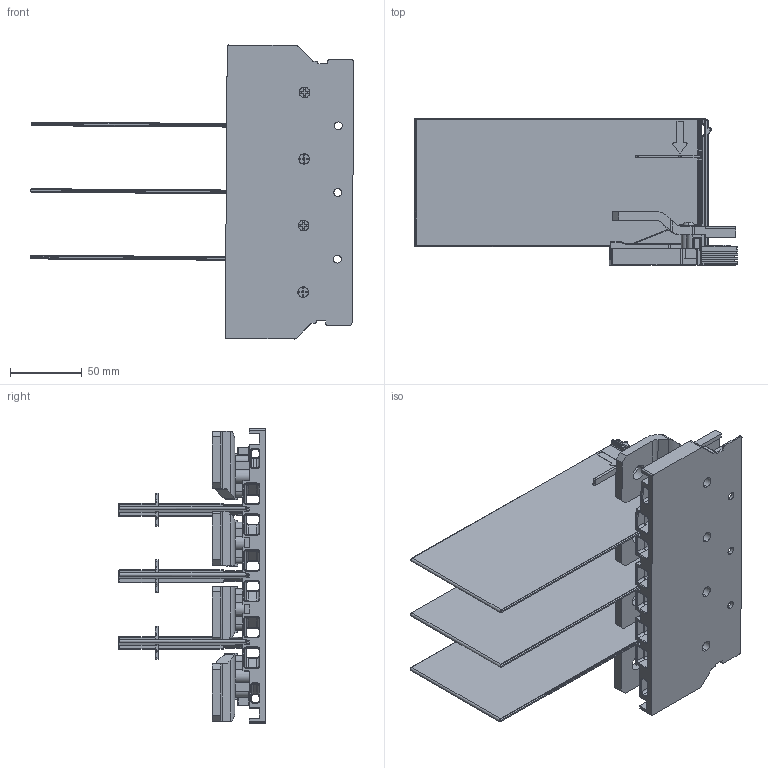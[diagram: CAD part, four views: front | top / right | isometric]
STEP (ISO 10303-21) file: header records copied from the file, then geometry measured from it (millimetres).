
FILE_DESCRIPTION((''),'2;1');
FILE_NAME('1SDH002065A1167_IGES','2020-07-21T16:11:16',('ITMADEL7'),(''),'CREO PARAMETRIC BY PTC INC, 2019030','CREO PARAMETRIC BY PTC INC, 2019030','');
FILE_SCHEMA(('AUTOMOTIVE_DESIGN { 1 0 10303 214 1 1 1 1 }'));
Products named in the file (1): 1SDH002065A1167_IGES
Bounding box: 225.92 x 102.25 x 205.31 mm (x, y, z)
Volume: 358540.1 mm3; surface area: 247341.8 mm2
Topology: 2 solids, 10 shells, 2498 faces, 6398 edges, 3958 vertices
Faces by surface type: plane 991, cylinder 940, torus 304, sphere 107, bspline 88, cone 68
Entity records: 93161 total; most frequent: CARTESIAN_POINT 26961, DIRECTION 12863, ORIENTED_EDGE 12796, EDGE_CURVE 6398, AXIS2_PLACEMENT_3D 4642, VERTEX_POINT 3958, VECTOR 3579, LINE 3579
